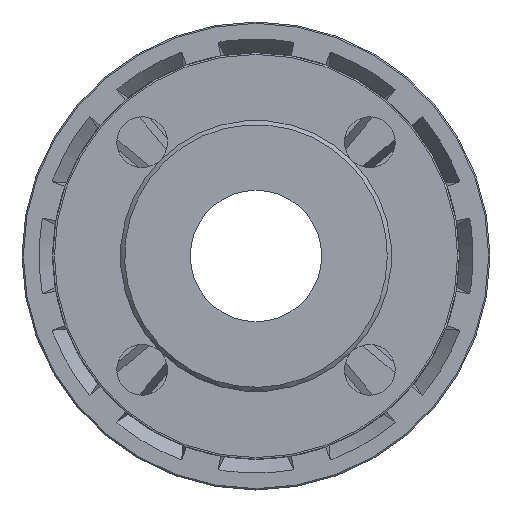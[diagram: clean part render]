
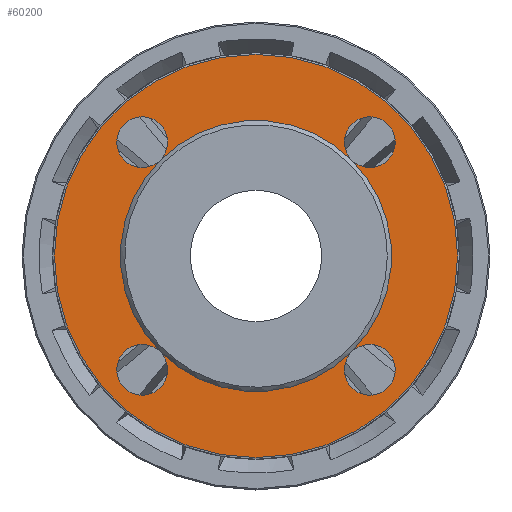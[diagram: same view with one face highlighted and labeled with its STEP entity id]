
A CAD part, front view. The second image highlights one B-rep face of the part: STEP entity #60200.
In plain terms, the highlighted free-form (B-spline) face has degree [1, 1] with [2, 2] control points.
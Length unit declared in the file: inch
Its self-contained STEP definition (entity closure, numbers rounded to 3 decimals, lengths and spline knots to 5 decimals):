
#59884=CARTESIAN_POINT('',(58.50229,-57.52886,27.72404));
#59885=VERTEX_POINT('',#59884);
#59886=CARTESIAN_POINT('',(58.76745,-57.79403,27.72404));
#59887=DIRECTION('',(0.,0.,1.0));
#59888=DIRECTION('',(0.707,-0.707,0.));
#59889=AXIS2_PLACEMENT_3D('',#59886,#59887,#59888);
#59890=CIRCLE('',#59889,0.375);
#59891=EDGE_CURVE('',#59885,#59885,#59890,.T.);
#59901=CARTESIAN_POINT('',(55.67386,-57.52886,27.72404));
#59902=VERTEX_POINT('',#59901);
#59903=CARTESIAN_POINT('',(55.4087,-57.79403,27.72404));
#59904=DIRECTION('',(0.,0.,-1.0));
#59905=DIRECTION('',(0.707,-0.707,0.));
#59906=AXIS2_PLACEMENT_3D('',#59903,#59904,#59905);
#59907=CIRCLE('',#59906,0.375);
#59908=EDGE_CURVE('',#59902,#59902,#59907,.T.);
#60042=CARTESIAN_POINT('',(60.06308,-56.11465,27.72404));
#60043=VERTEX_POINT('',#60042);
#60044=CARTESIAN_POINT('',(57.08808,-56.11465,27.72404));
#60045=DIRECTION('',(0.0,0.0,1.0));
#60046=DIRECTION('',(0.0,1.0,0.0));
#60047=AXIS2_PLACEMENT_3D('',#60044,#60045,#60046);
#60048=CIRCLE('',#60047,2.975);
#60049=EDGE_CURVE('',#60043,#60043,#60048,.T.);
#60135=CARTESIAN_POINT('',(58.50229,-54.70044,27.72404));
#60136=VERTEX_POINT('',#60135);
#60137=CARTESIAN_POINT('',(57.08808,-56.11465,27.72404));
#60138=DIRECTION('',(0.,0.,1.0));
#60139=DIRECTION('',(-0.707,-0.707,0.));
#60140=AXIS2_PLACEMENT_3D('',#60137,#60138,#60139);
#60141=CIRCLE('',#60140,2.);
#60142=EDGE_CURVE('',#59885,#60136,#60141,.T.);
#60144=CARTESIAN_POINT('',(55.67386,-54.70044,27.72404));
#60145=VERTEX_POINT('',#60144);
#60146=CARTESIAN_POINT('',(57.08808,-56.11465,27.72404));
#60147=DIRECTION('',(0.,0.,1.0));
#60148=DIRECTION('',(-0.707,-0.707,0.));
#60149=AXIS2_PLACEMENT_3D('',#60146,#60147,#60148);
#60150=CIRCLE('',#60149,2.);
#60151=EDGE_CURVE('',#60136,#60145,#60150,.T.);
#60153=CARTESIAN_POINT('',(57.08808,-56.11465,27.72404));
#60154=DIRECTION('',(0.,0.,-1.0));
#60155=DIRECTION('',(-0.707,0.707,0.));
#60156=AXIS2_PLACEMENT_3D('',#60153,#60154,#60155);
#60157=CIRCLE('',#60156,2.);
#60158=EDGE_CURVE('',#59902,#60145,#60157,.T.);
#60160=CARTESIAN_POINT('',(57.08808,-56.11465,27.72404));
#60161=DIRECTION('',(0.,0.,-1.0));
#60162=DIRECTION('',(-0.707,0.707,0.));
#60163=AXIS2_PLACEMENT_3D('',#60160,#60161,#60162);
#60164=CIRCLE('',#60163,2.);
#60165=EDGE_CURVE('',#59885,#59902,#60164,.T.);
#60170=CARTESIAN_POINT('',(57.08808,-50.16465,27.72404));
#60171=CARTESIAN_POINT('',(51.13808,-56.11465,27.72404));
#60172=CARTESIAN_POINT('',(63.03808,-56.11465,27.72404));
#60173=CARTESIAN_POINT('',(57.08808,-62.06465,27.72404));
#60174=B_SPLINE_SURFACE_WITH_KNOTS('',1,1,((#60170,#60172),(#60171,#60173)),.UNSPECIFIED.,.F.,.F.,.U.,(2,2),(2,2),(0.0,8.41457),(0.0,8.41457),.UNSPECIFIED.);
#60175=ORIENTED_EDGE('',*,*,#60049,.T.);
#60176=EDGE_LOOP('',(#60175));
#60177=FACE_OUTER_BOUND('',#60176,.T.);
#60178=ORIENTED_EDGE('',*,*,#60142,.F.);
#60179=ORIENTED_EDGE('',*,*,#59891,.F.);
#60180=ORIENTED_EDGE('',*,*,#60165,.T.);
#60181=ORIENTED_EDGE('',*,*,#59908,.T.);
#60182=ORIENTED_EDGE('',*,*,#60158,.T.);
#60183=CARTESIAN_POINT('',(55.4087,-54.43527,27.72404));
#60184=DIRECTION('',(0.,0.,1.0));
#60185=DIRECTION('',(0.707,0.707,0.));
#60186=AXIS2_PLACEMENT_3D('',#60183,#60184,#60185);
#60187=CIRCLE('',#60186,0.375);
#60188=EDGE_CURVE('',#60145,#60145,#60187,.T.);
#60189=ORIENTED_EDGE('',*,*,#60188,.F.);
#60190=ORIENTED_EDGE('',*,*,#60151,.F.);
#60191=CARTESIAN_POINT('',(58.76745,-54.43527,27.72404));
#60192=DIRECTION('',(0.,0.,-1.0));
#60193=DIRECTION('',(0.707,0.707,0.));
#60194=AXIS2_PLACEMENT_3D('',#60191,#60192,#60193);
#60195=CIRCLE('',#60194,0.375);
#60196=EDGE_CURVE('',#60136,#60136,#60195,.T.);
#60197=ORIENTED_EDGE('',*,*,#60196,.T.);
#60198=EDGE_LOOP('',(#60178,#60179,#60180,#60181,#60182,#60189,#60190,#60197));
#60199=FACE_BOUND('',#60198,.T.);
#60200=ADVANCED_FACE('',(#60177,#60199),#60174,.T.);
